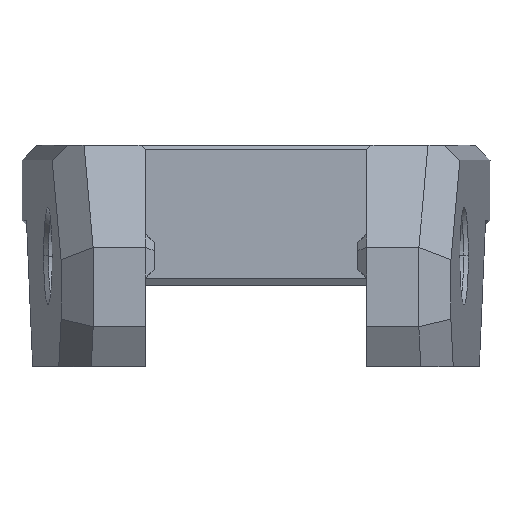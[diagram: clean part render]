
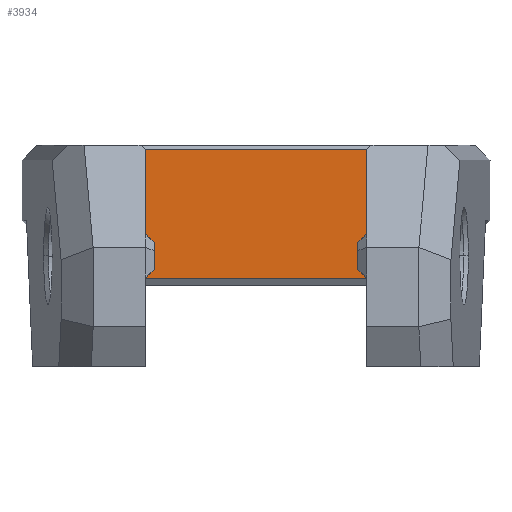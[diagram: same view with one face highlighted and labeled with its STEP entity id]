
A CAD part, front view. The second image highlights one B-rep face of the part: STEP entity #3934.
In plain terms, the highlighted planar face has unit normal (0, -1, 0).
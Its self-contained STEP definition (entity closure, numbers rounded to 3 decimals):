
#76 = CARTESIAN_POINT ( 'NONE',  ( -7.479, 26.35, 13.446 ) ) ;
#178 = ORIENTED_EDGE ( 'NONE', *, *, #1840, .T. ) ;
#564 = VERTEX_POINT ( 'NONE', #1767 ) ;
#583 = ORIENTED_EDGE ( 'NONE', *, *, #3486, .T. ) ;
#679 = ORIENTED_EDGE ( 'NONE', *, *, #2545, .T. ) ;
#863 = DIRECTION ( 'NONE',  ( 1., 0., 0. ) ) ;
#884 = CARTESIAN_POINT ( 'NONE',  ( 0.021, 26.35, 14.95 ) ) ;
#1229 = CARTESIAN_POINT ( 'NONE',  ( 7.521, 26.35, 22.15 ) ) ;
#1365 = CARTESIAN_POINT ( 'NONE',  ( 7.521, 26.35, 22.15 ) ) ;
#1573 = CARTESIAN_POINT ( 'NONE',  ( 7.521, 26.35, 13.446 ) ) ;
#1693 = EDGE_CURVE ( 'NONE', #564, #3413, #3731, .T. ) ;
#1767 = CARTESIAN_POINT ( 'NONE',  ( -7.479, 26.35, 13.446 ) ) ;
#1840 = EDGE_CURVE ( 'NONE', #4723, #3413, #3218, .T. ) ;
#1844 = CARTESIAN_POINT ( 'NONE',  ( -7.479, 26.35, 13.446 ) ) ;
#1942 = CARTESIAN_POINT ( 'NONE',  ( -7.479, 26.35, 22.15 ) ) ;
#2026 = VECTOR ( 'NONE', #4115, 1000. ) ;
#2191 = EDGE_LOOP ( 'NONE', ( #583, #178, #3659, #679 ) ) ;
#2455 = DIRECTION ( 'NONE',  ( 0., 1., 0. ) ) ;
#2545 = EDGE_CURVE ( 'NONE', #564, #3427, #4106, .T. ) ;
#2620 = VECTOR ( 'NONE', #3062, 1000. ) ;
#2747 = CARTESIAN_POINT ( 'NONE',  ( 7.521, 26.35, 13.446 ) ) ;
#2832 = VECTOR ( 'NONE', #4439, 1000. ) ;
#3062 = DIRECTION ( 'NONE',  ( 0., 0., 1. ) ) ;
#3092 = LINE ( 'NONE', #1573, #2620 ) ;
#3218 = LINE ( 'NONE', #1365, #4038 ) ;
#3413 = VERTEX_POINT ( 'NONE', #1942 ) ;
#3427 = VERTEX_POINT ( 'NONE', #2747 ) ;
#3486 = EDGE_CURVE ( 'NONE', #3427, #4723, #3092, .T. ) ;
#3519 = PLANE ( 'NONE',  #4327 ) ;
#3659 = ORIENTED_EDGE ( 'NONE', *, *, #1693, .F. ) ;
#3731 = LINE ( 'NONE', #76, #2026 ) ;
#3929 = FACE_OUTER_BOUND ( 'NONE', #2191, .T. ) ;
#3934 = ADVANCED_FACE ( 'NONE', ( #3929 ), #3519, .F. ) ;
#4038 = VECTOR ( 'NONE', #4601, 1000. ) ;
#4106 = LINE ( 'NONE', #1844, #2832 ) ;
#4115 = DIRECTION ( 'NONE',  ( 0., 0., 1. ) ) ;
#4327 = AXIS2_PLACEMENT_3D ( 'NONE', #884, #2455, #863 ) ;
#4439 = DIRECTION ( 'NONE',  ( 1., 0., 0. ) ) ;
#4601 = DIRECTION ( 'NONE',  ( -1., 0., 0. ) ) ;
#4723 = VERTEX_POINT ( 'NONE', #1229 ) ;
